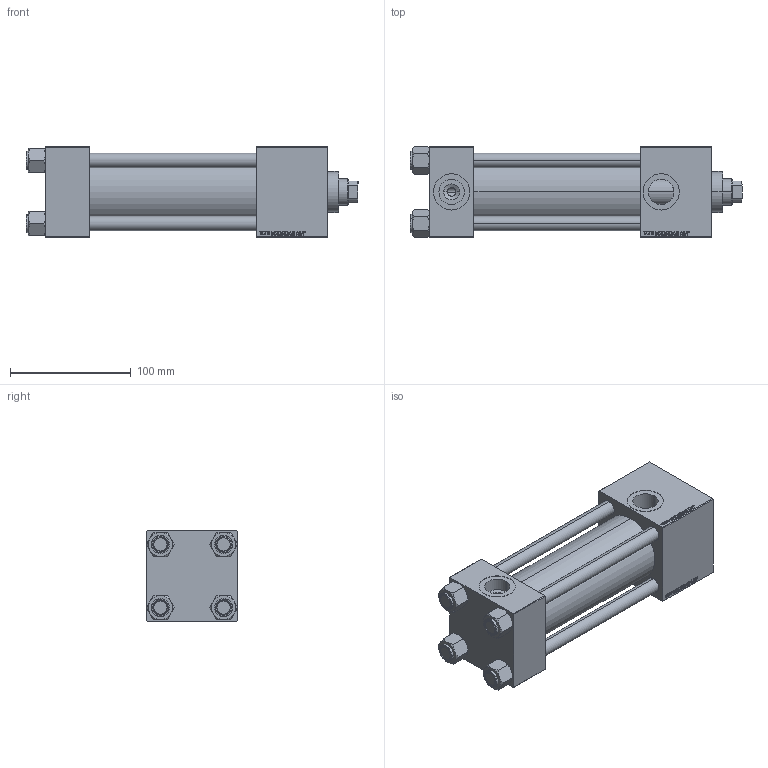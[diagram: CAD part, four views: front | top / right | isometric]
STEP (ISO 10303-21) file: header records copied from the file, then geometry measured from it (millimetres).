
FILE_DESCRIPTION (( 'STEP AP203' ), '1' );
FILE_NAME ('f0fe.STEP', '2022-04-29T08:09:53', ( '' ), ( '' ), 'SwSTEP 2.0', 'SolidWorks 2019', '' );
FILE_SCHEMA (( 'CONFIG_CONTROL_DESIGN' ));
Length unit declared in the file: millimetre
Products named in the file (6): V215CD_VCP_C 16dbe3e4bc574409cf6697b67669576c; V215CD_C_TYCINKA 16dbe3e4bc574409cf6697b67669576c; f0fe; NUT_M5_V215CD_C 16dbe3e4bc574409cf6697b67669576c; V215CD_Body_C 16dbe3e4bc574409cf6697b67669576c; V215CD_VC_C 16dbe3e4bc574409cf6697b67669576c
Assembly tree (11 placements, depth 2):
  f0fe
    V215CD_Body_C 16dbe3e4bc574409cf6697b67669576c
    V215CD_VC_C 16dbe3e4bc574409cf6697b67669576c
    V215CD_VCP_C 16dbe3e4bc574409cf6697b67669576c
    V215CD_C_TYCINKA 16dbe3e4bc574409cf6697b67669576c  x4
    NUT_M5_V215CD_C 16dbe3e4bc574409cf6697b67669576c  x4
Bounding box: 275 x 75.54 x 75 mm (x, y, z)
Volume: 763477.6 mm3; surface area: 191597.5 mm2
Topology: 11 solids, 11 shells, 1154 faces, 2886 edges, 1873 vertices
Faces by surface type: plane 528, bspline 392, cone 136, cylinder 90, torus 8
Entity records: 50374 total; most frequent: CARTESIAN_POINT 27142, ORIENTED_EDGE 5264, DIRECTION 3332, EDGE_CURVE 2632, VERTEX_POINT 1729, VECTOR 1594, LINE 1594, EDGE_LOOP 1165
